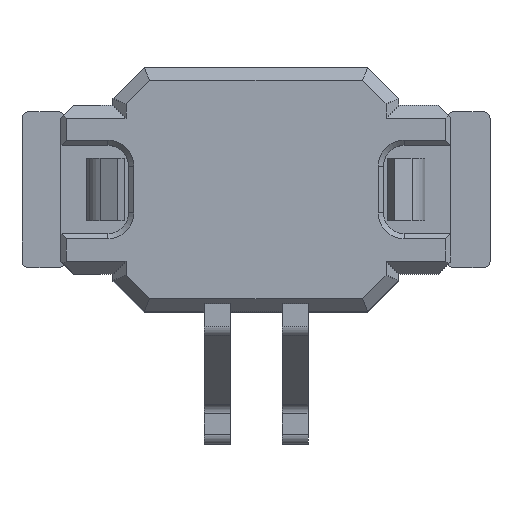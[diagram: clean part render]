
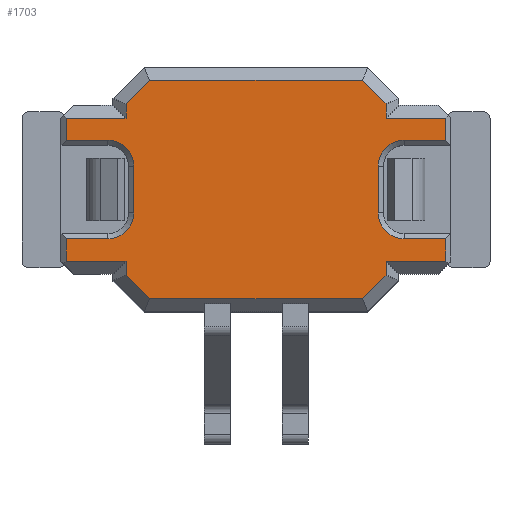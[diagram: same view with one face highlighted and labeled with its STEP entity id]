
A CAD part, top view. The second image highlights one B-rep face of the part: STEP entity #1703.
In plain terms, the highlighted face is planar.
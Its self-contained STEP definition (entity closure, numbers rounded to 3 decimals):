
#1703=ADVANCED_FACE('',(#4133),#4135,.F.);
#4133=FACE_BOUND('',#4134,.T.);
#4134=EDGE_LOOP('',(#5990,#5991,#5992,#5993,#5994,#5995,#5996,#5997,#5998,#5999,
#6000,#6001,#6002,#6003,#6004,#6005,#6006,#6007,#6008,#6009,#6010,#6011,#6012,#6013,
#6014,#6015,#6016,#6017));
#4135=PLANE('',#4136);
#4136=AXIS2_PLACEMENT_3D('',#4137,#4138,#4139);
#4137=CARTESIAN_POINT('',(0.,0.,-6.9));
#4138=DIRECTION('',(0.,0.,1.));
#4139=DIRECTION('',(1.,0.,0.));
#5990=ORIENTED_EDGE('',*,*,#7167,.T.);
#5991=ORIENTED_EDGE('',*,*,#7166,.T.);
#5992=ORIENTED_EDGE('',*,*,#7090,.T.);
#5993=ORIENTED_EDGE('',*,*,#7168,.T.);
#5994=ORIENTED_EDGE('',*,*,#7169,.T.);
#5995=ORIENTED_EDGE('',*,*,#7170,.T.);
#5996=ORIENTED_EDGE('',*,*,#7171,.T.);
#5997=ORIENTED_EDGE('',*,*,#7172,.T.);
#5998=ORIENTED_EDGE('',*,*,#7173,.T.);
#5999=ORIENTED_EDGE('',*,*,#7174,.T.);
#6000=ORIENTED_EDGE('',*,*,#7175,.T.);
#6001=ORIENTED_EDGE('',*,*,#7176,.T.);
#6002=ORIENTED_EDGE('',*,*,#7177,.T.);
#6003=ORIENTED_EDGE('',*,*,#7178,.T.);
#6004=ORIENTED_EDGE('',*,*,#7179,.T.);
#6005=ORIENTED_EDGE('',*,*,#7180,.T.);
#6006=ORIENTED_EDGE('',*,*,#7181,.T.);
#6007=ORIENTED_EDGE('',*,*,#7182,.T.);
#6008=ORIENTED_EDGE('',*,*,#7183,.T.);
#6009=ORIENTED_EDGE('',*,*,#7184,.T.);
#6010=ORIENTED_EDGE('',*,*,#7185,.T.);
#6011=ORIENTED_EDGE('',*,*,#7186,.T.);
#6012=ORIENTED_EDGE('',*,*,#7187,.T.);
#6013=ORIENTED_EDGE('',*,*,#7188,.T.);
#6014=ORIENTED_EDGE('',*,*,#7189,.T.);
#6015=ORIENTED_EDGE('',*,*,#7190,.T.);
#6016=ORIENTED_EDGE('',*,*,#7191,.T.);
#6017=ORIENTED_EDGE('',*,*,#7192,.T.);
#7090=EDGE_CURVE('',#8142,#8140,#8143,.T.);
#7166=EDGE_CURVE('',#8258,#8142,#8261,.T.);
#7167=EDGE_CURVE('',#8262,#8258,#8263,.T.);
#7168=EDGE_CURVE('',#8140,#8264,#8265,.T.);
#7169=EDGE_CURVE('',#8264,#8266,#8267,.T.);
#7170=EDGE_CURVE('',#8266,#8268,#8269,.T.);
#7171=EDGE_CURVE('',#8268,#8270,#8271,.T.);
#7172=EDGE_CURVE('',#8270,#8272,#8273,.T.);
#7173=EDGE_CURVE('',#8272,#8274,#8275,.T.);
#7174=EDGE_CURVE('',#8274,#8276,#8277,.T.);
#7175=EDGE_CURVE('',#8276,#8278,#8279,.T.);
#7176=EDGE_CURVE('',#8278,#8280,#8281,.T.);
#7177=EDGE_CURVE('',#8280,#8282,#8283,.T.);
#7178=EDGE_CURVE('',#8282,#8284,#8285,.T.);
#7179=EDGE_CURVE('',#8284,#8286,#8287,.T.);
#7180=EDGE_CURVE('',#8286,#8288,#8289,.T.);
#7181=EDGE_CURVE('',#8288,#8290,#8291,.T.);
#7182=EDGE_CURVE('',#8290,#8292,#8293,.T.);
#7183=EDGE_CURVE('',#8292,#8294,#8295,.T.);
#7184=EDGE_CURVE('',#8294,#8296,#8297,.T.);
#7185=EDGE_CURVE('',#8296,#8298,#8299,.T.);
#7186=EDGE_CURVE('',#8298,#8300,#8301,.T.);
#7187=EDGE_CURVE('',#8300,#8302,#8303,.T.);
#7188=EDGE_CURVE('',#8302,#8304,#8305,.T.);
#7189=EDGE_CURVE('',#8304,#8306,#8307,.T.);
#7190=EDGE_CURVE('',#8306,#8308,#8309,.T.);
#7191=EDGE_CURVE('',#8308,#8310,#8311,.T.);
#7192=EDGE_CURVE('',#8310,#8262,#8312,.T.);
#8140=VERTEX_POINT('',#10217);
#8142=VERTEX_POINT('',#10221);
#8143=LINE('',#10222,#10223);
#8258=VERTEX_POINT('',#10505);
#8261=LINE('',#10512,#10513);
#8262=VERTEX_POINT('',#10515);
#8263=LINE('',#10516,#10517);
#8264=VERTEX_POINT('',#10519);
#8265=LINE('',#10520,#10521);
#8266=VERTEX_POINT('',#10523);
#8267=LINE('',#10524,#10525);
#8268=VERTEX_POINT('',#10527);
#8269=LINE('',#10528,#10529);
#8270=VERTEX_POINT('',#10531);
#8271=LINE('',#10532,#10533);
#8272=VERTEX_POINT('',#10535);
#8273=LINE('',#10536,#10537);
#8274=VERTEX_POINT('',#10539);
#8275=CIRCLE('',#10540,0.5);
#8276=VERTEX_POINT('',#10544);
#8277=LINE('',#10545,#10546);
#8278=VERTEX_POINT('',#10548);
#8279=CIRCLE('',#10549,0.5);
#8280=VERTEX_POINT('',#10553);
#8281=LINE('',#10554,#10555);
#8282=VERTEX_POINT('',#10557);
#8283=LINE('',#10558,#10559);
#8284=VERTEX_POINT('',#10561);
#8285=LINE('',#10562,#10563);
#8286=VERTEX_POINT('',#10565);
#8287=LINE('',#10566,#10567);
#8288=VERTEX_POINT('',#10569);
#8289=LINE('',#10570,#10571);
#8290=VERTEX_POINT('',#10573);
#8291=LINE('',#10574,#10575);
#8292=VERTEX_POINT('',#10577);
#8293=LINE('',#10578,#10579);
#8294=VERTEX_POINT('',#10581);
#8295=LINE('',#10582,#10583);
#8296=VERTEX_POINT('',#10585);
#8297=LINE('',#10586,#10587);
#8298=VERTEX_POINT('',#10589);
#8299=LINE('',#10590,#10591);
#8300=VERTEX_POINT('',#10593);
#8301=LINE('',#10594,#10595);
#8302=VERTEX_POINT('',#10597);
#8303=CIRCLE('',#10598,0.5);
#8304=VERTEX_POINT('',#10602);
#8305=LINE('',#10603,#10604);
#8306=VERTEX_POINT('',#10606);
#8307=CIRCLE('',#10607,0.5);
#8308=VERTEX_POINT('',#10611);
#8309=LINE('',#10612,#10613);
#8310=VERTEX_POINT('',#10615);
#8311=LINE('',#10616,#10617);
#8312=LINE('',#10619,#10620);
#10217=CARTESIAN_POINT('',(-2.046,-2.1,-6.9));
#10221=CARTESIAN_POINT('',(2.046,-2.1,-6.9));
#10222=CARTESIAN_POINT('',(2.046,-2.1,-6.9));
#10223=VECTOR('',#10224,1.);
#10224=DIRECTION('',(-1.,0.,0.));
#10505=CARTESIAN_POINT('',(2.5,-1.646,-6.9));
#10512=CARTESIAN_POINT('',(2.5,-1.646,-6.9));
#10513=VECTOR('',#10514,1.);
#10514=DIRECTION('',(-0.707,-0.707,0.));
#10515=CARTESIAN_POINT('',(2.5,-1.375,-6.9));
#10516=CARTESIAN_POINT('',(2.5,-1.375,-6.9));
#10517=VECTOR('',#10518,1.);
#10518=DIRECTION('',(0.,-1.,0.));
#10519=CARTESIAN_POINT('',(-2.5,-1.646,-6.9));
#10520=CARTESIAN_POINT('',(-2.046,-2.1,-6.9));
#10521=VECTOR('',#10522,1.);
#10522=DIRECTION('',(-0.707,0.707,0.));
#10523=CARTESIAN_POINT('',(-2.5,-1.375,-6.9));
#10524=CARTESIAN_POINT('',(-2.5,-1.646,-6.9));
#10525=VECTOR('',#10526,1.);
#10526=DIRECTION('',(0.,1.,0.));
#10527=CARTESIAN_POINT('',(-3.65,-1.375,-6.9));
#10528=CARTESIAN_POINT('',(-2.5,-1.375,-6.9));
#10529=VECTOR('',#10530,1.);
#10530=DIRECTION('',(-1.,0.,0.));
#10531=CARTESIAN_POINT('',(-3.65,-0.95,-6.9));
#10532=CARTESIAN_POINT('',(-3.65,-1.375,-6.9));
#10533=VECTOR('',#10534,1.);
#10534=DIRECTION('',(0.,1.,0.));
#10535=CARTESIAN_POINT('',(-2.85,-0.95,-6.9));
#10536=CARTESIAN_POINT('',(-3.65,-0.95,-6.9));
#10537=VECTOR('',#10538,1.);
#10538=DIRECTION('',(1.,0.,0.));
#10539=CARTESIAN_POINT('',(-2.35,-0.45,-6.9));
#10540=AXIS2_PLACEMENT_3D('',#10541,#10542,#10543);
#10541=CARTESIAN_POINT('',(-2.85,-0.45,-6.9));
#10542=DIRECTION('',(-0.,0.,1.));
#10543=DIRECTION('',(0.,-1.,0.));
#10544=CARTESIAN_POINT('',(-2.35,0.45,-6.9));
#10545=CARTESIAN_POINT('',(-2.35,-0.45,-6.9));
#10546=VECTOR('',#10547,1.);
#10547=DIRECTION('',(0.,1.,0.));
#10548=CARTESIAN_POINT('',(-2.85,0.95,-6.9));
#10549=AXIS2_PLACEMENT_3D('',#10550,#10551,#10552);
#10550=CARTESIAN_POINT('',(-2.85,0.45,-6.9));
#10551=DIRECTION('',(0.,0.,1.));
#10552=DIRECTION('',(1.,0.,0.));
#10553=CARTESIAN_POINT('',(-3.65,0.95,-6.9));
#10554=CARTESIAN_POINT('',(-2.85,0.95,-6.9));
#10555=VECTOR('',#10556,1.);
#10556=DIRECTION('',(-1.,0.,0.));
#10557=CARTESIAN_POINT('',(-3.65,1.375,-6.9));
#10558=CARTESIAN_POINT('',(-3.65,0.95,-6.9));
#10559=VECTOR('',#10560,1.);
#10560=DIRECTION('',(0.,1.,0.));
#10561=CARTESIAN_POINT('',(-2.5,1.375,-6.9));
#10562=CARTESIAN_POINT('',(-3.65,1.375,-6.9));
#10563=VECTOR('',#10564,1.);
#10564=DIRECTION('',(1.,0.,0.));
#10565=CARTESIAN_POINT('',(-2.5,1.646,-6.9));
#10566=CARTESIAN_POINT('',(-2.5,1.375,-6.9));
#10567=VECTOR('',#10568,1.);
#10568=DIRECTION('',(0.,1.,0.));
#10569=CARTESIAN_POINT('',(-2.046,2.1,-6.9));
#10570=CARTESIAN_POINT('',(-2.5,1.646,-6.9));
#10571=VECTOR('',#10572,1.);
#10572=DIRECTION('',(0.707,0.707,0.));
#10573=CARTESIAN_POINT('',(2.046,2.1,-6.9));
#10574=CARTESIAN_POINT('',(-2.046,2.1,-6.9));
#10575=VECTOR('',#10576,1.);
#10576=DIRECTION('',(1.,0.,0.));
#10577=CARTESIAN_POINT('',(2.5,1.646,-6.9));
#10578=CARTESIAN_POINT('',(2.046,2.1,-6.9));
#10579=VECTOR('',#10580,1.);
#10580=DIRECTION('',(0.707,-0.707,0.));
#10581=CARTESIAN_POINT('',(2.5,1.375,-6.9));
#10582=CARTESIAN_POINT('',(2.5,1.646,-6.9));
#10583=VECTOR('',#10584,1.);
#10584=DIRECTION('',(0.,-1.,0.));
#10585=CARTESIAN_POINT('',(3.65,1.375,-6.9));
#10586=CARTESIAN_POINT('',(2.5,1.375,-6.9));
#10587=VECTOR('',#10588,1.);
#10588=DIRECTION('',(1.,0.,0.));
#10589=CARTESIAN_POINT('',(3.65,0.95,-6.9));
#10590=CARTESIAN_POINT('',(3.65,1.375,-6.9));
#10591=VECTOR('',#10592,1.);
#10592=DIRECTION('',(0.,-1.,0.));
#10593=CARTESIAN_POINT('',(2.85,0.95,-6.9));
#10594=CARTESIAN_POINT('',(3.65,0.95,-6.9));
#10595=VECTOR('',#10596,1.);
#10596=DIRECTION('',(-1.,0.,0.));
#10597=CARTESIAN_POINT('',(2.35,0.45,-6.9));
#10598=AXIS2_PLACEMENT_3D('',#10599,#10600,#10601);
#10599=CARTESIAN_POINT('',(2.85,0.45,-6.9));
#10600=DIRECTION('',(0.,-0.,1.));
#10601=DIRECTION('',(0.,1.,0.));
#10602=CARTESIAN_POINT('',(2.35,-0.45,-6.9));
#10603=CARTESIAN_POINT('',(2.35,0.45,-6.9));
#10604=VECTOR('',#10605,1.);
#10605=DIRECTION('',(0.,-1.,0.));
#10606=CARTESIAN_POINT('',(2.85,-0.95,-6.9));
#10607=AXIS2_PLACEMENT_3D('',#10608,#10609,#10610);
#10608=CARTESIAN_POINT('',(2.85,-0.45,-6.9));
#10609=DIRECTION('',(0.,-0.,1.));
#10610=DIRECTION('',(-1.,0.,0.));
#10611=CARTESIAN_POINT('',(3.65,-0.95,-6.9));
#10612=CARTESIAN_POINT('',(2.85,-0.95,-6.9));
#10613=VECTOR('',#10614,1.);
#10614=DIRECTION('',(1.,0.,0.));
#10615=CARTESIAN_POINT('',(3.65,-1.375,-6.9));
#10616=CARTESIAN_POINT('',(3.65,-0.95,-6.9));
#10617=VECTOR('',#10618,1.);
#10618=DIRECTION('',(0.,-1.,0.));
#10619=CARTESIAN_POINT('',(3.65,-1.375,-6.9));
#10620=VECTOR('',#10621,1.);
#10621=DIRECTION('',(-1.,0.,0.));
